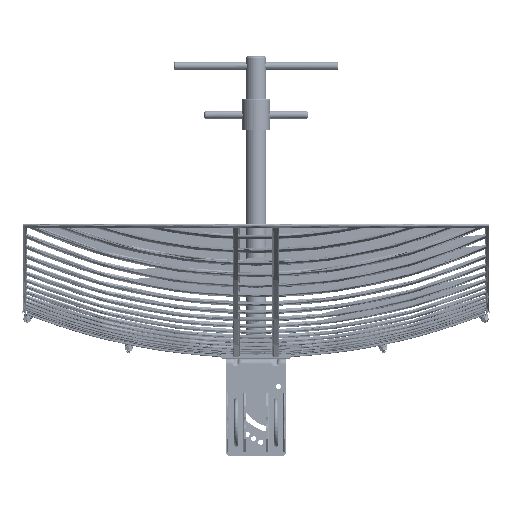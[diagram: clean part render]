
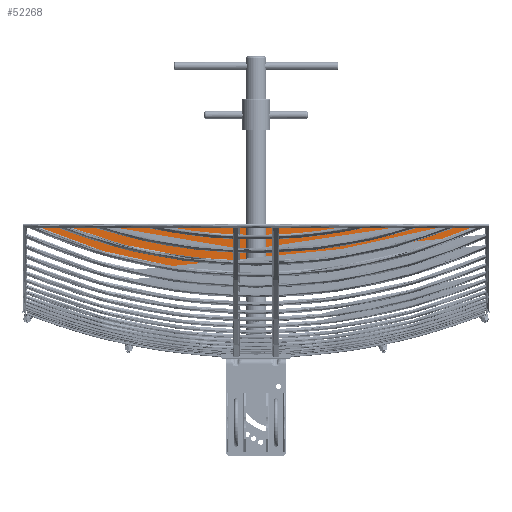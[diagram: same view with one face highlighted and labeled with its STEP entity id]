
A CAD part, left-side view. The second image highlights one B-rep face of the part: STEP entity #52268.
In plain terms, the highlighted planar face has unit normal (-1, 0, 0).
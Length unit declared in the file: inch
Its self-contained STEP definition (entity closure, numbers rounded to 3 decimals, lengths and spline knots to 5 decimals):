
#26906 = CARTESIAN_POINT ( 'NONE',  ( 15.359, -15.76557, -27.67166 ) ) ;
#26988 = CARTESIAN_POINT ( 'NONE',  ( 15.359, -23.34822, -24.11211 ) ) ;
#27035 = CARTESIAN_POINT ( 'NONE',  ( 15.359, -7.389, -27.66674 ) ) ;
#27038 = CARTESIAN_POINT ( 'NONE',  ( 15.359, 0.18946, -24.09829 ) ) ;
#27101 = CARTESIAN_POINT ( 'NONE',  ( 15.359, 0.15448, -24.09829 ) ) ;
#27105 = CARTESIAN_POINT ( 'NONE',  ( 15.359, -7.41372, -27.65133 ) ) ;
#27123 = CARTESIAN_POINT ( 'NONE',  ( 15.359, -11.59408, -24.09829 ) ) ;
#27125 = CARTESIAN_POINT ( 'NONE',  ( 15.359, -23.34822, -24.11211 ) ) ;
#27128 = CARTESIAN_POINT ( 'NONE',  ( 15.359, -15.77444, -27.65133 ) ) ;
#27131 = CARTESIAN_POINT ( 'NONE',  ( 15.359, -23.34264, -24.09829 ) ) ;
#27141 = DIRECTION ( 'NONE',  ( 0., -1., 0. ) ) ;
#27144 = DIRECTION ( 'NONE',  ( 0., 0.374, 0.927 ) ) ;
#36387 = EDGE_CURVE ( 'NONE', #37550, #37549, #123237, .T. ) ;
#36393 = EDGE_CURVE ( 'NONE', #37663, #37732, #123245, .T. ) ;
#36394 = EDGE_CURVE ( 'NONE', #37549, #37663, #71639, .T. ) ;
#36395 = EDGE_CURVE ( 'NONE', #37550, #37732, #71648, .T. ) ;
#37549 = VERTEX_POINT ( 'NONE', #69143 ) ;
#37550 = VERTEX_POINT ( 'NONE', #69149 ) ;
#37663 = VERTEX_POINT ( 'NONE', #69567 ) ;
#37732 = VERTEX_POINT ( 'NONE', #69827 ) ;
#38426 = ORIENTED_EDGE ( 'NONE', *, *, #36393, .F. ) ;
#38427 = ORIENTED_EDGE ( 'NONE', *, *, #36394, .F. ) ;
#38428 = ORIENTED_EDGE ( 'NONE', *, *, #36387, .F. ) ;
#38429 = ORIENTED_EDGE ( 'NONE', *, *, #36395, .T. ) ;
#42048 = AXIS2_PLACEMENT_3D ( 'NONE', #76086, #76087, #76088 ) ;
#52268 = ADVANCED_FACE ( 'NONE', ( #62930 ), #76072, .F. ) ;
#62930 = FACE_OUTER_BOUND ( 'NONE', #71258, .T. ) ;
#69143 = CARTESIAN_POINT ( 'NONE',  ( 15.359, 0.18946, -24.09829 ) ) ;
#69149 = CARTESIAN_POINT ( 'NONE',  ( 15.359, -23.34822, -24.11211 ) ) ;
#69567 = CARTESIAN_POINT ( 'NONE',  ( 15.359, 0.15448, -24.09829 ) ) ;
#69827 = CARTESIAN_POINT ( 'NONE',  ( 15.359, -23.34264, -24.09829 ) ) ;
#71258 = EDGE_LOOP ( 'NONE', ( #38426, #38427, #38428, #38429 ) ) ;
#71639 = LINE ( 'NONE', #27123, #71644 ) ;
#71644 = VECTOR ( 'NONE', #27141, 39.37008 ) ;
#71648 = LINE ( 'NONE', #27125, #71652 ) ;
#71652 = VECTOR ( 'NONE', #27144, 39.37008 ) ;
#76072 = PLANE ( 'NONE',  #42048 ) ;
#76086 = CARTESIAN_POINT ( 'NONE',  ( 15.359, -11.59408, -27.44966 ) ) ;
#76087 = DIRECTION ( 'NONE',  ( 1., 0., 0. ) ) ;
#76088 = DIRECTION ( 'NONE',  ( 0., 0., -1. ) ) ;
#123237 =( BOUNDED_CURVE ( )  B_SPLINE_CURVE ( 3, ( #26988, #26906, #27035, #27038 ),
 .UNSPECIFIED., .F., .F. ) 
 B_SPLINE_CURVE_WITH_KNOTS ( ( 4, 4 ),
 ( 0., 1. ),
 .UNSPECIFIED. ) 
 CURVE ( )  GEOMETRIC_REPRESENTATION_ITEM ( )  RATIONAL_B_SPLINE_CURVE ( ( 1., 0.937, 0.937, 1. ) ) 
 REPRESENTATION_ITEM ( '' )  );
#123245 =( BOUNDED_CURVE ( )  B_SPLINE_CURVE ( 3, ( #27101, #27105, #27128, #27131 ),
 .UNSPECIFIED., .F., .F. ) 
 B_SPLINE_CURVE_WITH_KNOTS ( ( 4, 4 ),
 ( 0., 1. ),
 .UNSPECIFIED. ) 
 CURVE ( )  GEOMETRIC_REPRESENTATION_ITEM ( )  RATIONAL_B_SPLINE_CURVE ( ( 1., 0.937, 0.937, 1. ) ) 
 REPRESENTATION_ITEM ( '' )  );
